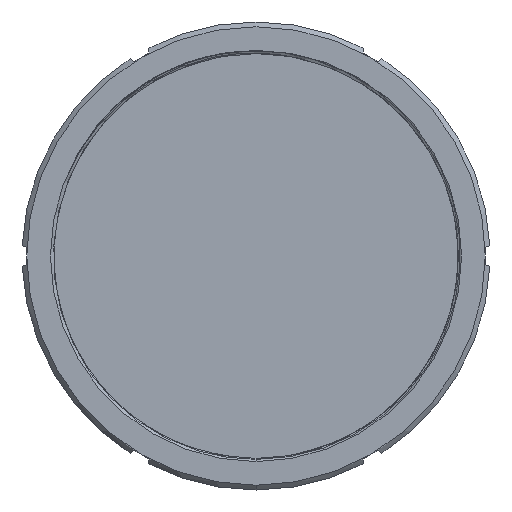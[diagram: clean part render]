
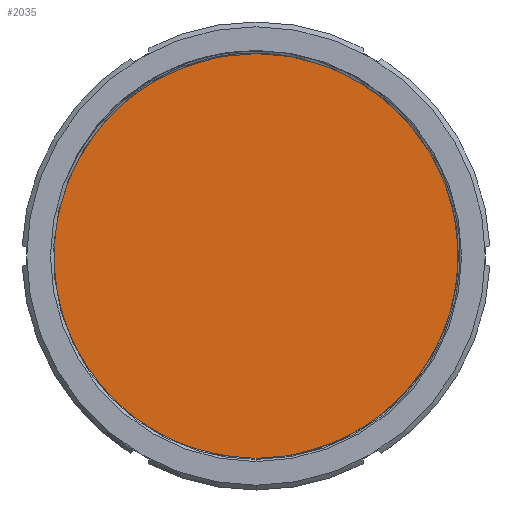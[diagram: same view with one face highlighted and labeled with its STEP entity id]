
A CAD part, left-side view. The second image highlights one B-rep face of the part: STEP entity #2035.
In plain terms, the highlighted planar face has unit normal (-1, 0, 0).
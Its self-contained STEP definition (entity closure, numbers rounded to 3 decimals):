
#291 = VERTEX_POINT ( 'NONE', #2184 ) ;
#571 = DIRECTION ( 'NONE',  ( 0., 0., 1. ) ) ;
#696 = CARTESIAN_POINT ( 'NONE',  ( 16.38, 64.5, 0. ) ) ;
#904 = AXIS2_PLACEMENT_3D ( 'NONE', #3391, #1733, #1016 ) ;
#985 = DIRECTION ( 'NONE',  ( 0., 0., -1. ) ) ;
#1005 = DIRECTION ( 'NONE',  ( 1., 0., 0. ) ) ;
#1016 = DIRECTION ( 'NONE',  ( 0., 0., 1. ) ) ;
#1356 = EDGE_CURVE ( 'NONE', #291, #3830, #1536, .T. ) ;
#1467 = ORIENTED_EDGE ( 'NONE', *, *, #1356, .T. ) ;
#1473 = EDGE_CURVE ( 'NONE', #3830, #291, #3246, .T. ) ;
#1536 = CIRCLE ( 'NONE', #904, 64.5 ) ;
#1630 = AXIS2_PLACEMENT_3D ( 'NONE', #696, #1005, #985 ) ;
#1733 = DIRECTION ( 'NONE',  ( -1., 0., 0. ) ) ;
#1903 = CARTESIAN_POINT ( 'NONE',  ( 16.38, 0., 0. ) ) ;
#1968 = PLANE ( 'NONE',  #1630 ) ;
#2035 = ADVANCED_FACE ( 'NONE', ( #3341 ), #1968, .F. ) ;
#2184 = CARTESIAN_POINT ( 'NONE',  ( 16.38, 0., -64.5 ) ) ;
#2558 = AXIS2_PLACEMENT_3D ( 'NONE', #1903, #3255, #571 ) ;
#2586 = ORIENTED_EDGE ( 'NONE', *, *, #1473, .T. ) ;
#3246 = CIRCLE ( 'NONE', #2558, 64.5 ) ;
#3255 = DIRECTION ( 'NONE',  ( -1., 0., 0. ) ) ;
#3341 = FACE_OUTER_BOUND ( 'NONE', #4154, .T. ) ;
#3370 = CARTESIAN_POINT ( 'NONE',  ( 16.38, 0., 64.5 ) ) ;
#3391 = CARTESIAN_POINT ( 'NONE',  ( 16.38, 0., 0. ) ) ;
#3830 = VERTEX_POINT ( 'NONE', #3370 ) ;
#4154 = EDGE_LOOP ( 'NONE', ( #2586, #1467 ) ) ;
